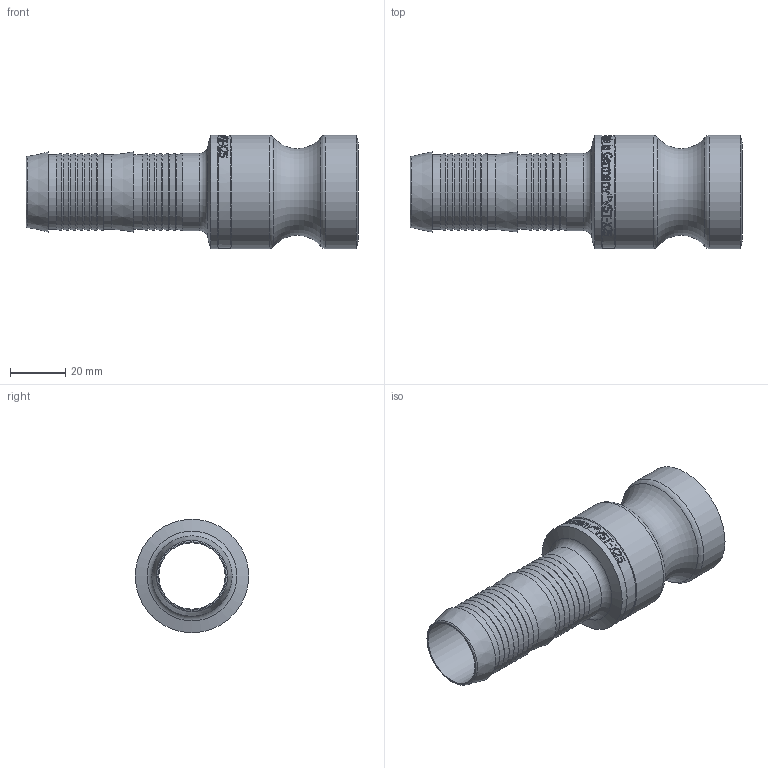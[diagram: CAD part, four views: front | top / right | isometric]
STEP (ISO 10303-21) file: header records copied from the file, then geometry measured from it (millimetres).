
FILE_DESCRIPTION(/* description */ ('SCHLAUCHSTECKER SLW 27'),/* implementation_level */ '2;1');
FILE_NAME(/* name */ 'vst_x25.stp',/* time_stamp */ '2020-04-15T12:43:01+02:00',/* author */ ('ertl'),/* organization */ (''),/* preprocessor_version */ 'ST-DEVELOPER v17',/* originating_system */ 'Autodesk Inventor 2018',/* authorisation */ '47568,13 mm^3');
FILE_SCHEMA (('AUTOMOTIVE_DESIGN { 1 0 10303 214 3 1 1 }'));
Length unit declared in the file: millimetre
Products named in the file (1): 20061015B0000000-AA
Bounding box: 120 x 41 x 41 mm (x, y, z)
Volume: 47424.2 mm3; surface area: 23766.9 mm2
Topology: 1 solids, 1 shells, 523 faces, 1446 edges, 975 vertices
Faces by surface type: bspline 266, plane 174, cylinder 58, cone 20, torus 5
Full cylindrical faces by diameter (mm): 24 x1, 27 x14, 28 x1, 40.5 x1, 41 x3
Entity records: 23194 total; most frequent: CARTESIAN_POINT 10753, ORIENTED_EDGE 2892, DIRECTION 1744, EDGE_CURVE 1446, VERTEX_POINT 975, LINE 596, VECTOR 596, EDGE_LOOP 575
